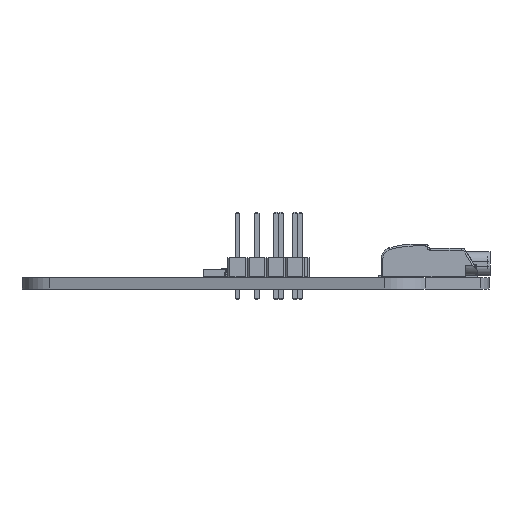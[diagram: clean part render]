
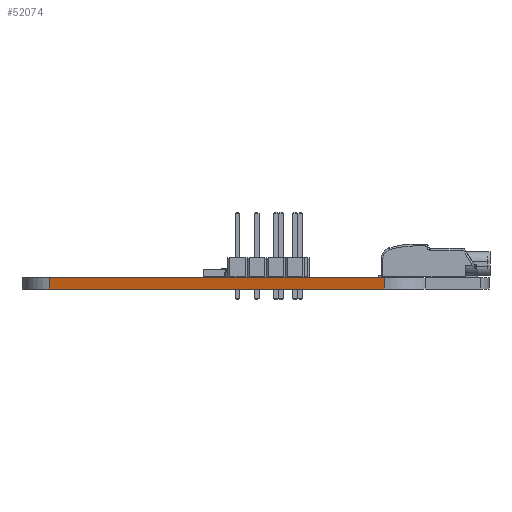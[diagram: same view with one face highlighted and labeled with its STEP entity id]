
A CAD part, left-side view. The second image highlights one B-rep face of the part: STEP entity #52074.
In plain terms, the highlighted planar face has unit normal (-0.954, 0.299, 0).
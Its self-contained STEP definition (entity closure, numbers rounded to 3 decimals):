
#50788 = VERTEX_POINT('',#50789);
#50789 = CARTESIAN_POINT('',(118.464,-64.284,0.));
#50795 = EDGE_CURVE('',#50796,#50788,#50798,.T.);
#50796 = VERTEX_POINT('',#50797);
#50797 = CARTESIAN_POINT('',(104.588,-108.575,0.));
#50798 = LINE('',#50799,#50800);
#50799 = CARTESIAN_POINT('',(104.588,-108.575,0.));
#50800 = VECTOR('',#50801,1.);
#50801 = DIRECTION('',(0.299,0.954,0.));
#51315 = VERTEX_POINT('',#51316);
#51316 = CARTESIAN_POINT('',(118.464,-64.284,1.51));
#51322 = EDGE_CURVE('',#51323,#51315,#51325,.T.);
#51323 = VERTEX_POINT('',#51324);
#51324 = CARTESIAN_POINT('',(104.588,-108.575,1.51));
#51325 = LINE('',#51326,#51327);
#51326 = CARTESIAN_POINT('',(104.588,-108.575,1.51));
#51327 = VECTOR('',#51328,1.);
#51328 = DIRECTION('',(0.299,0.954,0.));
#52044 = EDGE_CURVE('',#50788,#51315,#52045,.T.);
#52045 = LINE('',#52046,#52047);
#52046 = CARTESIAN_POINT('',(118.464,-64.284,0.));
#52047 = VECTOR('',#52048,1.);
#52048 = DIRECTION('',(0.,0.,1.));
#52074 = ADVANCED_FACE('',(#52075),#52086,.T.);
#52075 = FACE_BOUND('',#52076,.T.);
#52076 = EDGE_LOOP('',(#52077,#52083,#52084,#52085));
#52077 = ORIENTED_EDGE('',*,*,#52078,.T.);
#52078 = EDGE_CURVE('',#50796,#51323,#52079,.T.);
#52079 = LINE('',#52080,#52081);
#52080 = CARTESIAN_POINT('',(104.588,-108.575,0.));
#52081 = VECTOR('',#52082,1.);
#52082 = DIRECTION('',(0.,0.,1.));
#52083 = ORIENTED_EDGE('',*,*,#51322,.T.);
#52084 = ORIENTED_EDGE('',*,*,#52044,.F.);
#52085 = ORIENTED_EDGE('',*,*,#50795,.F.);
#52086 = PLANE('',#52087);
#52087 = AXIS2_PLACEMENT_3D('',#52088,#52089,#52090);
#52088 = CARTESIAN_POINT('',(104.588,-108.575,0.));
#52089 = DIRECTION('',(-0.954,0.299,0.));
#52090 = DIRECTION('',(0.299,0.954,0.));
